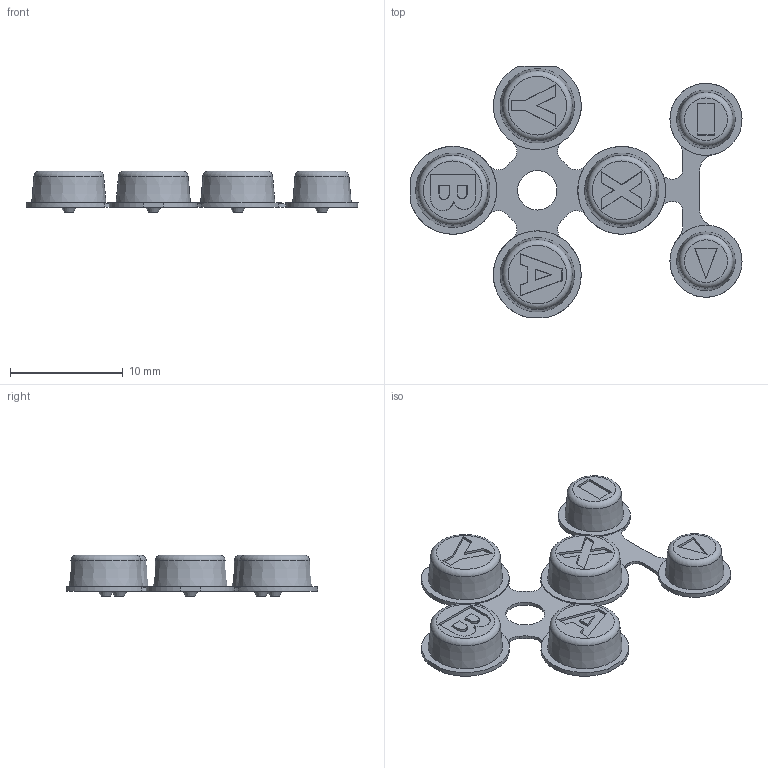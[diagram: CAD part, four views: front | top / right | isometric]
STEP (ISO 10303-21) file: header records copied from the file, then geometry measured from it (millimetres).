
FILE_DESCRIPTION(/* description */ ('STEP AP242','CAx-IF Rec.Pracs.---Representation and Presentation of Product Manufacturing Information (PMI)---4.0---2014-10-13','CAx-IF Rec.Pracs.---3D Tessellated Geometry---0.4---2014-09-14','2;1'),/* implementation_level */ '2;1');
FILE_NAME(/* name */ '679ac36251f1056de75b571c',/* time_stamp */ '2025-01-30T00:10:11Z',/* author */ (''),/* organization */ (''),/* preprocessor_version */ 'ST-DEVELOPER v20',/* originating_system */ 'ONSHAPE BY PTC INC, 1.192',/* authorisation */ ' ');
FILE_SCHEMA (('AP242_MANAGED_MODEL_BASED_3D_ENGINEERING_MIM_LF { 1 0 10303 442 1 1 4 }'));
Length unit declared in the file: metre
Products named in the file (1): ABXY
Bounding box: 29.47 x 22.3 x 3.7 mm (x, y, z)
Volume: 468 mm3; surface area: 1214.4 mm2
Topology: 1 solids, 1 shells, 267 faces, 732 edges, 488 vertices
Faces by surface type: plane 158, cone 61, cylinder 27, bspline 15, torus 6
Full cylindrical faces by diameter (mm): 3.5 x1, 6.4 x2, 7.8 x1
Entity records: 8525 total; most frequent: CARTESIAN_POINT 2078, ORIENTED_EDGE 1390, DIRECTION 1237, EDGE_CURVE 695, VERTEX_POINT 473, AXIS2_PLACEMENT_3D 464, EDGE_LOOP 312, FACE_BOUND 312
